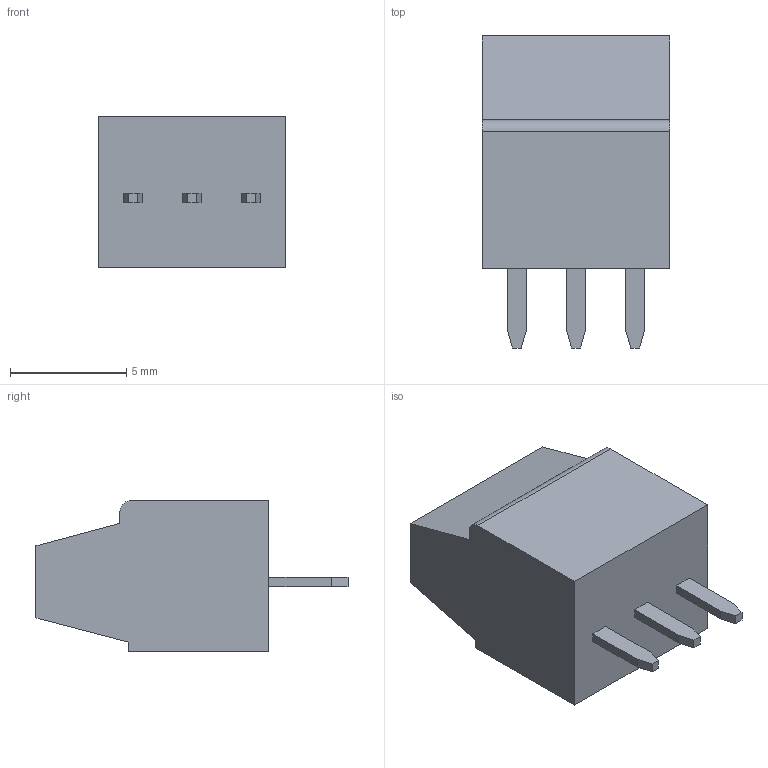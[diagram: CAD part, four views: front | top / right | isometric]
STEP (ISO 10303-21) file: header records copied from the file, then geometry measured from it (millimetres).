
FILE_DESCRIPTION((''),'2;1');
FILE_NAME('397730003','2018-10-08T',('gga'),(''),'PRO/ENGINEER BY PARAMETRIC TECHNOLOGY CORPORATION, 2016010','PRO/ENGINEER BY PARAMETRIC TECHNOLOGY CORPORATION, 2016010','');
FILE_SCHEMA(('CONFIG_CONTROL_DESIGN'));
Length unit declared in the file: inch
Products named in the file (1): 397730003
Bounding box: 8.08 x 13.41 x 6.5 mm (x, y, z)
Volume: 438.3 mm3; surface area: 408.7 mm2
Topology: 1 solids, 1 shells, 68 faces, 168 edges, 114 vertices
Faces by surface type: plane 61, cylinder 7
Entity records: 2010 total; most frequent: CARTESIAN_POINT 339, DIRECTION 326, ORIENTED_EDGE 318, EDGE_CURVE 159, VECTOR 148, LINE 148, VERTEX_POINT 102, AXIS2_PLACEMENT_3D 89
